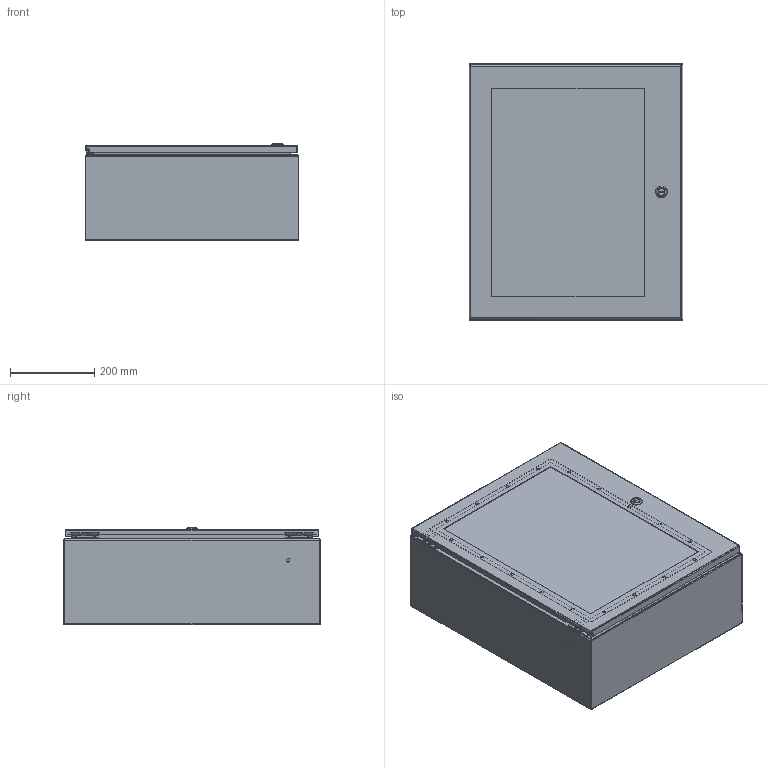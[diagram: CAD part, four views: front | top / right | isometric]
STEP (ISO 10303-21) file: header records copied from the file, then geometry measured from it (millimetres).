
FILE_DESCRIPTION (( 'STEP AP214' ), '1' );
FILE_NAME ('N412242008WCLG.STEP', '2019-09-11T14:17:25', ( '' ), ( '' ), 'SwSTEP 2.0', 'SolidWorks 2018', '' );
FILE_SCHEMA (( 'AUTOMOTIVE_DESIGN' ));
Length unit declared in the file: inch
Products named in the file (1): N412242008WCLG
Bounding box: 508 x 609.6 x 230.5 mm (x, y, z)
Volume: 3275389.8 mm3; surface area: 2562798.1 mm2
Topology: 73 solids, 73 shells, 2083 faces, 4777 edges, 2859 vertices
Faces by surface type: plane 775, cylinder 625, cone 454, bspline 213, torus 16
Full cylindrical faces by diameter (mm): 2.362 x4, 3.175 x2, 3.317 x68, 3.861 x4, 3.962 x20, 4.166 x68, 4.25 x4, 4.366 x4, 4.572 x4, 4.775 x6, 4.826 x18, 5 x1, 5.5 x1, 6.35 x10, 6.502 x4, 6.985 x4, 7.144 x18, 7.62 x4, 8.128 x4, 8.56 x18, 9.144 x4, 9.9 x1, 10 x1, 10.2 x1, 11.112 x4, 12.8 x1, 13.5 x1, 14.3 x4, 15.2 x1, 15.8 x1
Entity records: 103996 total; most frequent: CARTESIAN_POINT 34685, DIRECTION 8010, ORIENTED_EDGE 7954, EDGE_CURVE 3977, AXIS2_PLACEMENT_3D 3176, EDGE_LOOP 2858, VERTEX_POINT 2659, FACE_OUTER_BOUND 2424
